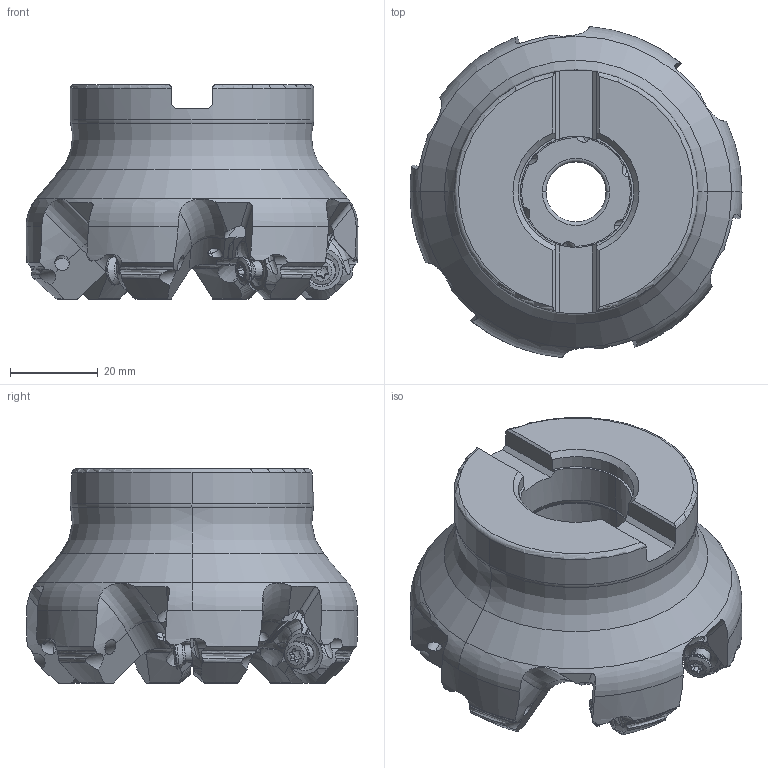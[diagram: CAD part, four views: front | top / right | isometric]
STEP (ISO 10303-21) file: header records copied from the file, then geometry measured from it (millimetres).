
FILE_DESCRIPTION(/* description */ (''),/* implementation_level */ '2;1');
FILE_NAME(/* name */ 'WSX445UR2506CA.stp',/* time_stamp */ '2021-09-08T11:36:18+09:00',/* author */ (''),/* organization */ (''),/* preprocessor_version */ 'ST-DEVELOPER v16',/* originating_system */ 'SIEMENS PLM Software NX 10.0',/* authorisation */ '');
FILE_SCHEMA (('AUTOMOTIVE_DESIGN { 1 0 10303 214 3 1 1 1 }'));
Products named in the file (1): WSX445UR2506CA_ASM
Bounding box: 75.79 x 75.52 x 49.05 mm (x, y, z)
Volume: 109544.2 mm3; surface area: 23487.4 mm2
Topology: 7 solids, 7 shells, 921 faces, 2402 edges, 1515 vertices
Faces by surface type: cylinder 288, plane 207, bspline 186, torus 110, extrusion 48, sphere 42, cone 40
Entity records: 58961 total; most frequent: CARTESIAN_POINT 37942, ORIENTED_EDGE 4780, DIRECTION 3727, EDGE_CURVE 2390, AXIS2_PLACEMENT_3D 1512, VERTEX_POINT 1484, B_SPLINE_CURVE_WITH_KNOTS 991, EDGE_LOOP 948
